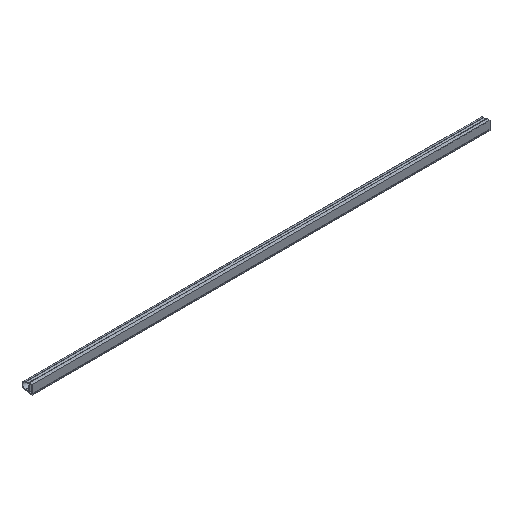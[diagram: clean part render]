
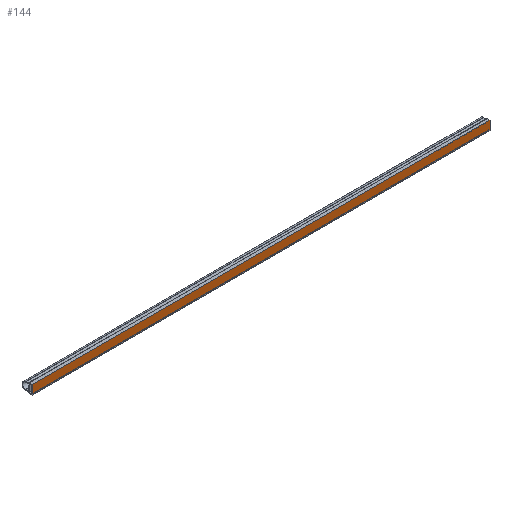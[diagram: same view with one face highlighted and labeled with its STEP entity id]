
A CAD part, isometric view. The second image highlights one B-rep face of the part: STEP entity #144.
In plain terms, the highlighted planar face has unit normal (0, -1, 0).
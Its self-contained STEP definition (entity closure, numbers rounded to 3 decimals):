
#2 = DIRECTION ( 'NONE',  ( -1., 0., 0. ) ) ;
#10 = LINE ( 'NONE', #134, #106 ) ;
#55 = CARTESIAN_POINT ( 'NONE',  ( 1000., -8.2, 10.04 ) ) ;
#61 = VERTEX_POINT ( 'NONE', #608 ) ;
#88 = CARTESIAN_POINT ( 'NONE',  ( 0., -8.2, -7.289 ) ) ;
#106 = VECTOR ( 'NONE', #464, 1000. ) ;
#121 = DIRECTION ( 'NONE',  ( 0., 0., 1. ) ) ;
#134 = CARTESIAN_POINT ( 'NONE',  ( 0., -8.2, 10.04 ) ) ;
#137 = CARTESIAN_POINT ( 'NONE',  ( 1000., -8.2, -7.289 ) ) ;
#144 = ADVANCED_FACE ( 'NONE', ( #501 ), #616, .F. ) ;
#163 = ORIENTED_EDGE ( 'NONE', *, *, #502, .T. ) ;
#191 = VERTEX_POINT ( 'NONE', #137 ) ;
#193 = EDGE_CURVE ( 'NONE', #677, #191, #305, .T. ) ;
#228 = DIRECTION ( 'NONE',  ( -1., 0., 0. ) ) ;
#305 = LINE ( 'NONE', #393, #509 ) ;
#345 = VERTEX_POINT ( 'NONE', #88 ) ;
#354 = DIRECTION ( 'NONE',  ( 0., 1., 0. ) ) ;
#393 = CARTESIAN_POINT ( 'NONE',  ( 1000., -8.2, 10.04 ) ) ;
#413 = ORIENTED_EDGE ( 'NONE', *, *, #441, .F. ) ;
#419 = VECTOR ( 'NONE', #228, 1000. ) ;
#441 = EDGE_CURVE ( 'NONE', #191, #345, #722, .T. ) ;
#451 = CARTESIAN_POINT ( 'NONE',  ( 1000., -8.2, -7.289 ) ) ;
#464 = DIRECTION ( 'NONE',  ( 0., 0., -1. ) ) ;
#479 = CARTESIAN_POINT ( 'NONE',  ( 1000., -8.2, 10.04 ) ) ;
#501 = FACE_OUTER_BOUND ( 'NONE', #613, .T. ) ;
#502 = EDGE_CURVE ( 'NONE', #677, #61, #554, .T. ) ;
#509 = VECTOR ( 'NONE', #555, 1000. ) ;
#521 = VECTOR ( 'NONE', #2, 1000. ) ;
#554 = LINE ( 'NONE', #55, #521 ) ;
#555 = DIRECTION ( 'NONE',  ( 0., 0., -1. ) ) ;
#602 = EDGE_CURVE ( 'NONE', #61, #345, #10, .T. ) ;
#608 = CARTESIAN_POINT ( 'NONE',  ( 0., -8.2, 10.04 ) ) ;
#611 = AXIS2_PLACEMENT_3D ( 'NONE', #692, #354, #121 ) ;
#613 = EDGE_LOOP ( 'NONE', ( #694, #413, #704, #163 ) ) ;
#616 = PLANE ( 'NONE',  #611 ) ;
#677 = VERTEX_POINT ( 'NONE', #479 ) ;
#692 = CARTESIAN_POINT ( 'NONE',  ( 1000., -8.2, 10.04 ) ) ;
#694 = ORIENTED_EDGE ( 'NONE', *, *, #602, .T. ) ;
#704 = ORIENTED_EDGE ( 'NONE', *, *, #193, .F. ) ;
#722 = LINE ( 'NONE', #451, #419 ) ;
